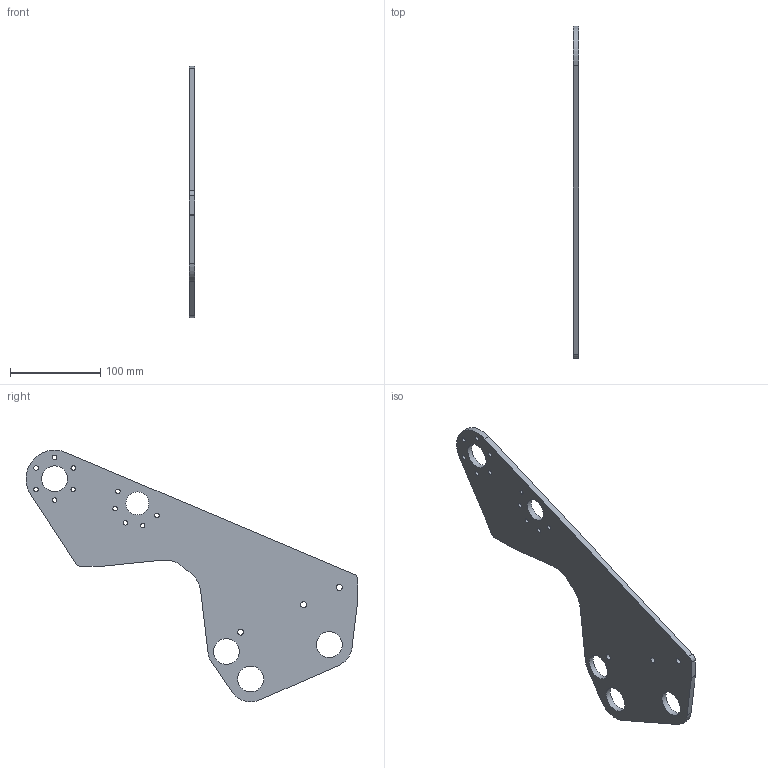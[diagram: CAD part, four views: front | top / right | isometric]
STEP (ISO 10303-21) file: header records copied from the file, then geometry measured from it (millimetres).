
FILE_DESCRIPTION(/* description */ ('STEP AP242'),/* implementation_level */ '2;1');
FILE_NAME(/* name */ 'Intake-Pivot-Plates.stp',/* time_stamp */ '2024-03-02T15:52:01-05:00',/* author */ ('rohan'),/* organization */ (''),/* preprocessor_version */ 'ST-DEVELOPER v20',/* originating_system */ 'Autodesk Inventor 2024',/* authorisation */ ' ');
FILE_SCHEMA (('AUTOMOTIVE_DESIGN { 1 0 10303 214 3 1 1 }'));
Length unit declared in the file: inch
Products named in the file (1): Part 1
Bounding box: 6.35 x 368.24 x 279.3 mm (x, y, z)
Volume: 251875.2 mm3; surface area: 90202.8 mm2
Topology: 1 solids, 1 shells, 38 faces, 108 edges, 72 vertices
Faces by surface type: cylinder 27, plane 10, bspline 1
Full cylindrical faces by diameter (mm): 4.978 x5, 5 x6, 6.604 x3, 25.4 x1, 28.702 x4
Entity records: 1504 total; most frequent: CARTESIAN_POINT 334, DIRECTION 236, ORIENTED_EDGE 216, EDGE_CURVE 108, AXIS2_PLACEMENT_3D 92, EDGE_LOOP 76, VERTEX_POINT 72, CIRCLE 54
